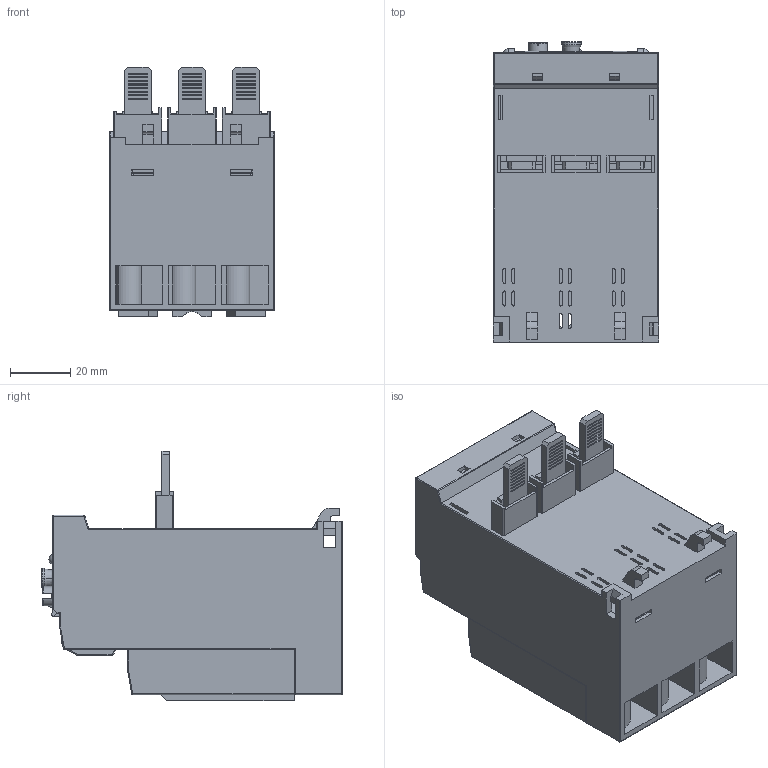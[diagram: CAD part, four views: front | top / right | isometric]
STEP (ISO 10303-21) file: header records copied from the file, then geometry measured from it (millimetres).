
FILE_DESCRIPTION((''),'2;1');
FILE_NAME('0005923122_SW0001','2021-09-17T',('kyungkul'),(''),'CREO PARAMETRIC BY PTC INC, 2015380','CREO PARAMETRIC BY PTC INC, 2015380','');
FILE_SCHEMA(('CONFIG_CONTROL_DESIGN'));
Products named in the file (1): 0005923122_SW0001
Bounding box: 55 x 100 x 83.1 mm (x, y, z)
Surface area: 83108.5 mm2 (no closed solid volume)
Topology: 0 solids, 54 shells, 2754 faces, 12178 edges, 9027 vertices
Faces by surface type: plane 1846, cylinder 638, torus 89, bspline 64, sphere 60, cone 57
Entity records: 135568 total; most frequent: CARTESIAN_POINT 39683, ORIENTED_EDGE 18867, DIRECTION 18193, EDGE_CURVE 12110, VECTOR 9521, LINE 9521, VERTEX_POINT 9026, AXIS2_PLACEMENT_3D 4336
